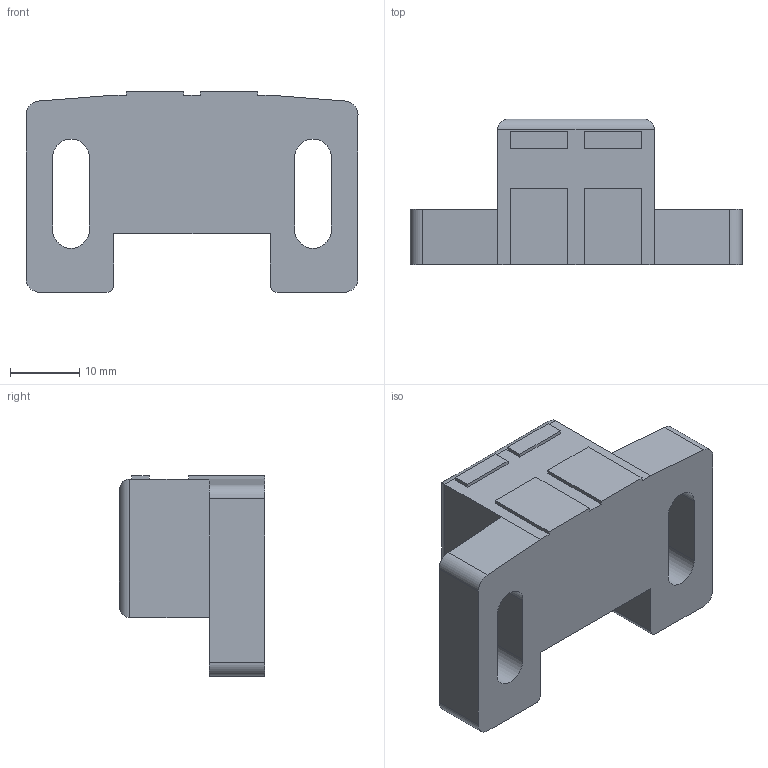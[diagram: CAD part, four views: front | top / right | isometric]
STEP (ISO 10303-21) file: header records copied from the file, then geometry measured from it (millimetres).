
FILE_DESCRIPTION(('STEP AP214'),'1');
FILE_NAME('cctmp_A42D4C15-9CAD-44E7-9B93-A297C02F3B8A_2023_03_16_10_59_25_0227_12704..stp','2023-03-16T09:59:25',('Bosch Rexroth AG'),('CADClick - www.CADClick.com'),'Spatial InterOp 3D',' ','unknown authorization - (Healing Option Enabled)');
FILE_SCHEMA(('AUTOMOTIVE_DESIGN'));
Length unit declared in the file: millimetre
Products named in the file (1): 2023_03_16_10_59_25_0212
Bounding box: 48 x 21 x 29 mm (x, y, z)
Volume: 13981.9 mm3; surface area: 5035.1 mm2
Topology: 1 solids, 1 shells, 52 faces, 136 edges, 88 vertices
Faces by surface type: plane 38, cylinder 14
Entity records: 2060 total; most frequent: CARTESIAN_POINT 321, ORIENTED_EDGE 272, DIRECTION 258, EDGE_CURVE 136, LINE 112, VECTOR 112, VERTEX_POINT 88, AXIS2_PLACEMENT_3D 73
